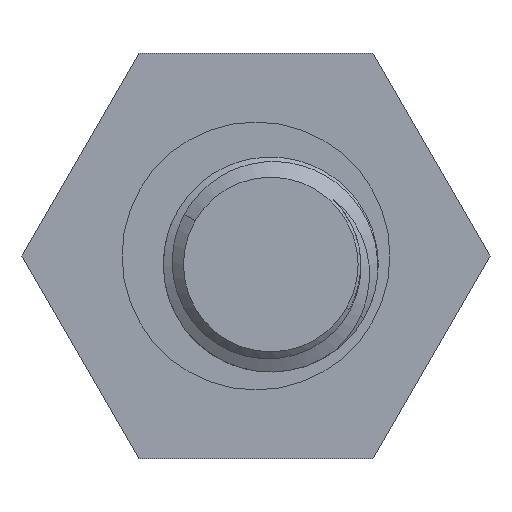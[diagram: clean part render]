
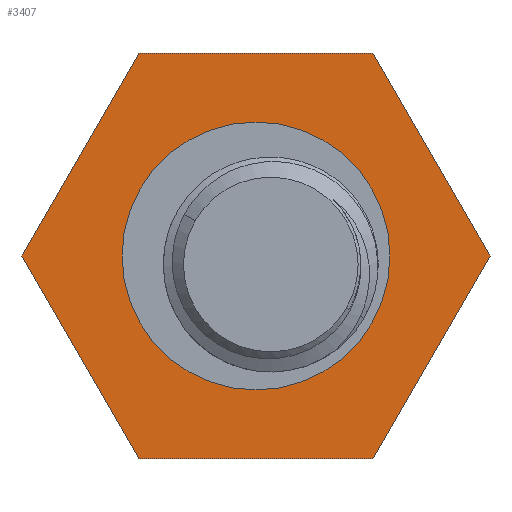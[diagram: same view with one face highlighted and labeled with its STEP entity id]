
A CAD part, front view. The second image highlights one B-rep face of the part: STEP entity #3407.
In plain terms, the highlighted planar face has unit normal (0, -1, 0).
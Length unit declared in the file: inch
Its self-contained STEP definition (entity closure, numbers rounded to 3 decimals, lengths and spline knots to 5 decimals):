
#43 = CARTESIAN_POINT ( 'NONE',  ( 0., 0., 0. ) ) ;
#124 = LINE ( 'NONE', #2766, #3558 ) ;
#183 = CARTESIAN_POINT ( 'NONE',  ( 0.3428, 0., -0.59375 ) ) ;
#273 = EDGE_CURVE ( 'NONE', #5420, #3384, #5433, .T. ) ;
#325 = DIRECTION ( 'NONE',  ( -0.5, 0., 0.866 ) ) ;
#369 = VECTOR ( 'NONE', #325, 39.37008 ) ;
#557 = VECTOR ( 'NONE', #3725, 39.37008 ) ;
#577 = DIRECTION ( 'NONE',  ( 0.5, 0., -0.866 ) ) ;
#614 = DIRECTION ( 'NONE',  ( 0., 1., 0. ) ) ;
#731 = FACE_OUTER_BOUND ( 'NONE', #3673, .T. ) ;
#888 = ORIENTED_EDGE ( 'NONE', *, *, #4691, .T. ) ;
#914 = AXIS2_PLACEMENT_3D ( 'NONE', #4803, #614, #3999 ) ;
#947 = EDGE_CURVE ( 'NONE', #1893, #1159, #3251, .T. ) ;
#1093 = VECTOR ( 'NONE', #4491, 39.37008 ) ;
#1145 = ORIENTED_EDGE ( 'NONE', *, *, #2014, .T. ) ;
#1159 = VERTEX_POINT ( 'NONE', #3757 ) ;
#1197 = LINE ( 'NONE', #1222, #369 ) ;
#1222 = CARTESIAN_POINT ( 'NONE',  ( 0.6856, 0., 0. ) ) ;
#1262 = AXIS2_PLACEMENT_3D ( 'NONE', #2926, #2454, #2897 ) ;
#1380 = ORIENTED_EDGE ( 'NONE', *, *, #2256, .T. ) ;
#1533 = ORIENTED_EDGE ( 'NONE', *, *, #3811, .T. ) ;
#1573 = EDGE_CURVE ( 'NONE', #5500, #4087, #5332, .T. ) ;
#1893 = VERTEX_POINT ( 'NONE', #4452 ) ;
#2014 = EDGE_CURVE ( 'NONE', #4644, #1893, #4748, .T. ) ;
#2106 = DIRECTION ( 'NONE',  ( 0., 1., 0. ) ) ;
#2256 = EDGE_CURVE ( 'NONE', #4087, #2706, #4841, .T. ) ;
#2294 = DIRECTION ( 'NONE',  ( 0.5, 0., 0.866 ) ) ;
#2407 = CIRCLE ( 'NONE', #914, 0.3925 ) ;
#2425 = PLANE ( 'NONE',  #1262 ) ;
#2430 = ORIENTED_EDGE ( 'NONE', *, *, #947, .T. ) ;
#2454 = DIRECTION ( 'NONE',  ( 0., -1., 0. ) ) ;
#2660 = VECTOR ( 'NONE', #2294, 39.37008 ) ;
#2706 = VERTEX_POINT ( 'NONE', #4672 ) ;
#2766 = CARTESIAN_POINT ( 'NONE',  ( -0.6856, 0., 0. ) ) ;
#2897 = DIRECTION ( 'NONE',  ( 0., 0., -1. ) ) ;
#2926 = CARTESIAN_POINT ( 'NONE',  ( 0., 0., 0. ) ) ;
#3218 = CARTESIAN_POINT ( 'NONE',  ( -0.3428, 0., -0.59375 ) ) ;
#3251 = LINE ( 'NONE', #5396, #557 ) ;
#3384 = VERTEX_POINT ( 'NONE', #4118 ) ;
#3407 = ADVANCED_FACE ( 'NONE', ( #731, #5422 ), #2425, .T. ) ;
#3417 = ORIENTED_EDGE ( 'NONE', *, *, #1573, .T. ) ;
#3442 = CARTESIAN_POINT ( 'NONE',  ( 0., 0., -0.3925 ) ) ;
#3558 = VECTOR ( 'NONE', #577, 39.37008 ) ;
#3620 = CARTESIAN_POINT ( 'NONE',  ( 0.3428, 0., 0.59375 ) ) ;
#3673 = EDGE_LOOP ( 'NONE', ( #2430, #888, #3417, #1380, #4586, #1145 ) ) ;
#3725 = DIRECTION ( 'NONE',  ( -0.5, 0., -0.866 ) ) ;
#3757 = CARTESIAN_POINT ( 'NONE',  ( -0.6856, 0., 0. ) ) ;
#3811 = EDGE_CURVE ( 'NONE', #3384, #5420, #2407, .T. ) ;
#3962 = CARTESIAN_POINT ( 'NONE',  ( 0.3428, 0., -0.59375 ) ) ;
#3999 = DIRECTION ( 'NONE',  ( 0., 0., 1. ) ) ;
#4087 = VERTEX_POINT ( 'NONE', #183 ) ;
#4100 = ORIENTED_EDGE ( 'NONE', *, *, #273, .T. ) ;
#4118 = CARTESIAN_POINT ( 'NONE',  ( 0., 0., 0.3925 ) ) ;
#4186 = DIRECTION ( 'NONE',  ( 0., 0., 1. ) ) ;
#4314 = EDGE_CURVE ( 'NONE', #2706, #4644, #1197, .T. ) ;
#4360 = AXIS2_PLACEMENT_3D ( 'NONE', #43, #2106, #4186 ) ;
#4452 = CARTESIAN_POINT ( 'NONE',  ( -0.3428, 0., 0.59375 ) ) ;
#4491 = DIRECTION ( 'NONE',  ( 1., 0., 0. ) ) ;
#4586 = ORIENTED_EDGE ( 'NONE', *, *, #4314, .T. ) ;
#4644 = VERTEX_POINT ( 'NONE', #4766 ) ;
#4672 = CARTESIAN_POINT ( 'NONE',  ( 0.6856, 0., 0. ) ) ;
#4691 = EDGE_CURVE ( 'NONE', #1159, #5500, #124, .T. ) ;
#4748 = LINE ( 'NONE', #3620, #4869 ) ;
#4766 = CARTESIAN_POINT ( 'NONE',  ( 0.3428, 0., 0.59375 ) ) ;
#4772 = DIRECTION ( 'NONE',  ( -1., 0., 0. ) ) ;
#4803 = CARTESIAN_POINT ( 'NONE',  ( 0., 0., 0. ) ) ;
#4841 = LINE ( 'NONE', #3962, #2660 ) ;
#4869 = VECTOR ( 'NONE', #4772, 39.37008 ) ;
#4890 = EDGE_LOOP ( 'NONE', ( #1533, #4100 ) ) ;
#4910 = CARTESIAN_POINT ( 'NONE',  ( -0.3428, 0., -0.59375 ) ) ;
#5332 = LINE ( 'NONE', #4910, #1093 ) ;
#5396 = CARTESIAN_POINT ( 'NONE',  ( -0.3428, 0., 0.59375 ) ) ;
#5420 = VERTEX_POINT ( 'NONE', #3442 ) ;
#5422 = FACE_BOUND ( 'NONE', #4890, .T. ) ;
#5433 = CIRCLE ( 'NONE', #4360, 0.3925 ) ;
#5500 = VERTEX_POINT ( 'NONE', #3218 ) ;
